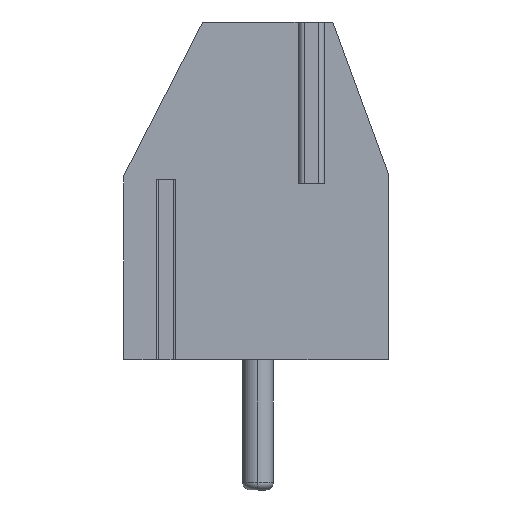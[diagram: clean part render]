
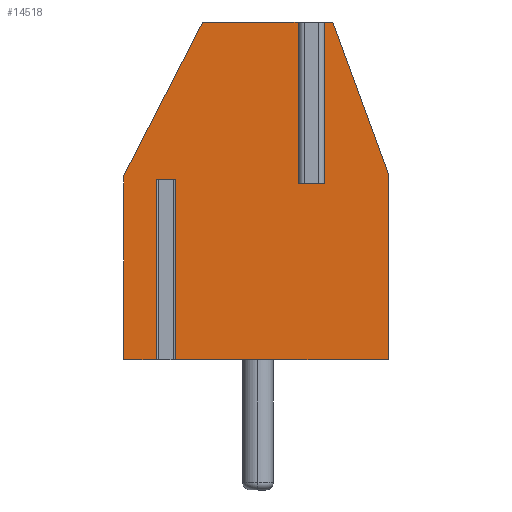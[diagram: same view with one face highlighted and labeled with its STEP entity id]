
A CAD part, left-side view. The second image highlights one B-rep face of the part: STEP entity #14518.
In plain terms, the highlighted planar face has unit normal (-1, 0, 0).
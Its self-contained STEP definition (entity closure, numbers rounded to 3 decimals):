
#28 = VECTOR ( 'NONE', #2153, 1000. ) ;
#31 = VECTOR ( 'NONE', #3941, 1000. ) ;
#294 = VERTEX_POINT ( 'NONE', #12892 ) ;
#1260 = VECTOR ( 'NONE', #3546, 1000. ) ;
#1264 = VERTEX_POINT ( 'NONE', #16047 ) ;
#1490 = VECTOR ( 'NONE', #5560, 1000. ) ;
#1492 = CARTESIAN_POINT ( 'NONE',  ( -3.5, -2.004, 8.8 ) ) ;
#1931 = CARTESIAN_POINT ( 'NONE',  ( -3.5, 3.45, 4.352 ) ) ;
#2153 = DIRECTION ( 'NONE',  ( 0., 0.456, -0.89 ) ) ;
#2191 = VECTOR ( 'NONE', #14700, 1000. ) ;
#2241 = VERTEX_POINT ( 'NONE', #14532 ) ;
#2437 = EDGE_CURVE ( 'NONE', #3053, #6337, #6348, .T. ) ;
#2511 = ORIENTED_EDGE ( 'NONE', *, *, #15252, .F. ) ;
#3053 = VERTEX_POINT ( 'NONE', #14120 ) ;
#3546 = DIRECTION ( 'NONE',  ( 0., 0., 1. ) ) ;
#3714 = VECTOR ( 'NONE', #17830, 1000. ) ;
#3852 = ORIENTED_EDGE ( 'NONE', *, *, #11717, .F. ) ;
#3880 = ORIENTED_EDGE ( 'NONE', *, *, #9076, .T. ) ;
#3941 = DIRECTION ( 'NONE',  ( 0., 0.344, 0.939 ) ) ;
#4055 = EDGE_CURVE ( 'NONE', #8133, #15425, #15230, .T. ) ;
#4247 = DIRECTION ( 'NONE',  ( 0., 1., 0. ) ) ;
#4320 = VERTEX_POINT ( 'NONE', #20080 ) ;
#4448 = ORIENTED_EDGE ( 'NONE', *, *, #13126, .F. ) ;
#4823 = CARTESIAN_POINT ( 'NONE',  ( -3.5, 2.1, 0. ) ) ;
#4919 = ORIENTED_EDGE ( 'NONE', *, *, #7494, .F. ) ;
#5234 = LINE ( 'NONE', #17734, #8342 ) ;
#5332 = DIRECTION ( 'NONE',  ( 0., 0., -1. ) ) ;
#5560 = DIRECTION ( 'NONE',  ( 0., 0., -1. ) ) ;
#5670 = CARTESIAN_POINT ( 'NONE',  ( -3.5, 2.6, 4.7 ) ) ;
#6182 = LINE ( 'NONE', #9364, #16275 ) ;
#6337 = VERTEX_POINT ( 'NONE', #9593 ) ;
#6348 = LINE ( 'NONE', #1492, #16484 ) ;
#6410 = CARTESIAN_POINT ( 'NONE',  ( -3.5, -2.004, 8.8 ) ) ;
#6510 = CARTESIAN_POINT ( 'NONE',  ( -3.5, -0.05, 4.2 ) ) ;
#7274 = LINE ( 'NONE', #10597, #8294 ) ;
#7410 = EDGE_CURVE ( 'NONE', #17360, #20231, #7274, .T. ) ;
#7439 = LINE ( 'NONE', #10752, #9747 ) ;
#7494 = EDGE_CURVE ( 'NONE', #1264, #294, #16885, .T. ) ;
#7634 = LINE ( 'NONE', #13920, #9779 ) ;
#7668 = CARTESIAN_POINT ( 'NONE',  ( -3.5, 2.1, 4.7 ) ) ;
#7680 = AXIS2_PLACEMENT_3D ( 'NONE', #6510, #9381, #17326 ) ;
#8027 = CARTESIAN_POINT ( 'NONE',  ( -3.5, 3.45, 4.352 ) ) ;
#8133 = VERTEX_POINT ( 'NONE', #19603 ) ;
#8189 = DIRECTION ( 'NONE',  ( 0., 1., 0. ) ) ;
#8294 = VECTOR ( 'NONE', #4247, 1000. ) ;
#8342 = VECTOR ( 'NONE', #5332, 1000. ) ;
#8635 = EDGE_CURVE ( 'NONE', #4320, #17360, #11673, .T. ) ;
#8777 = DIRECTION ( 'NONE',  ( 0., 0., 1. ) ) ;
#8910 = VERTEX_POINT ( 'NONE', #18866 ) ;
#9075 = DIRECTION ( 'NONE',  ( 0., 1., 0. ) ) ;
#9076 = EDGE_CURVE ( 'NONE', #16626, #20231, #12751, .T. ) ;
#9364 = CARTESIAN_POINT ( 'NONE',  ( -3.5, 3.446, 4.796 ) ) ;
#9381 = DIRECTION ( 'NONE',  ( 1., 0., 0. ) ) ;
#9561 = EDGE_CURVE ( 'NONE', #8133, #12448, #7634, .T. ) ;
#9593 = CARTESIAN_POINT ( 'NONE',  ( -3.5, 1.393, 8.8 ) ) ;
#9747 = VECTOR ( 'NONE', #8777, 1000. ) ;
#9779 = VECTOR ( 'NONE', #17117, 1000. ) ;
#9799 = ORIENTED_EDGE ( 'NONE', *, *, #7410, .F. ) ;
#9857 = CARTESIAN_POINT ( 'NONE',  ( -3.5, -3.45, 0. ) ) ;
#10244 = EDGE_CURVE ( 'NONE', #17695, #18369, #19202, .T. ) ;
#10597 = CARTESIAN_POINT ( 'NONE',  ( -3.5, 2.6, 0. ) ) ;
#10752 = CARTESIAN_POINT ( 'NONE',  ( -3.5, -1.7, 4.6 ) ) ;
#10983 = DIRECTION ( 'NONE',  ( 0., 1., 0. ) ) ;
#11544 = LINE ( 'NONE', #19705, #3714 ) ;
#11673 = LINE ( 'NONE', #5670, #1490 ) ;
#11717 = EDGE_CURVE ( 'NONE', #12448, #17695, #19249, .T. ) ;
#12111 = EDGE_CURVE ( 'NONE', #15425, #2241, #20443, .T. ) ;
#12232 = VECTOR ( 'NONE', #9075, 1000. ) ;
#12344 = ORIENTED_EDGE ( 'NONE', *, *, #17335, .T. ) ;
#12448 = VERTEX_POINT ( 'NONE', #9857 ) ;
#12751 = LINE ( 'NONE', #1931, #2191 ) ;
#12892 = CARTESIAN_POINT ( 'NONE',  ( -3.5, -1.7, 4.6 ) ) ;
#13126 = EDGE_CURVE ( 'NONE', #3053, #1264, #5234, .T. ) ;
#13175 = CARTESIAN_POINT ( 'NONE',  ( -3.5, 1.393, 8.8 ) ) ;
#13239 = ORIENTED_EDGE ( 'NONE', *, *, #2437, .T. ) ;
#13337 = ORIENTED_EDGE ( 'NONE', *, *, #8635, .F. ) ;
#13488 = DIRECTION ( 'NONE',  ( 0., -1., 0. ) ) ;
#13699 = CARTESIAN_POINT ( 'NONE',  ( -3.5, -3.45, 4.853 ) ) ;
#13895 = EDGE_LOOP ( 'NONE', ( #15019, #15530, #4919, #4448, #13239, #14566, #12344, #3880, #9799, #13337, #2511, #15329, #3852, #18647, #17962 ) ) ;
#13920 = CARTESIAN_POINT ( 'NONE',  ( -3.5, -3.45, 4.6 ) ) ;
#14120 = CARTESIAN_POINT ( 'NONE',  ( -3.5, -1.2, 8.8 ) ) ;
#14222 = VECTOR ( 'NONE', #13488, 1000. ) ;
#14509 = LINE ( 'NONE', #13175, #28 ) ;
#14518 = ADVANCED_FACE ( 'NONE', ( #19937 ), #18365, .F. ) ;
#14532 = CARTESIAN_POINT ( 'NONE',  ( -3.5, -1.7, 8.8 ) ) ;
#14566 = ORIENTED_EDGE ( 'NONE', *, *, #20194, .T. ) ;
#14639 = CARTESIAN_POINT ( 'NONE',  ( -3.5, 2.6, 0. ) ) ;
#14700 = DIRECTION ( 'NONE',  ( 0., 0., -1. ) ) ;
#14792 = CARTESIAN_POINT ( 'NONE',  ( -3.5, -3.45, 0. ) ) ;
#14805 = CARTESIAN_POINT ( 'NONE',  ( -3.5, 3.45, 0. ) ) ;
#15019 = ORIENTED_EDGE ( 'NONE', *, *, #12111, .T. ) ;
#15128 = CARTESIAN_POINT ( 'NONE',  ( -3.5, -1.2, 4.6 ) ) ;
#15230 = LINE ( 'NONE', #13699, #31 ) ;
#15252 = EDGE_CURVE ( 'NONE', #18369, #4320, #11544, .T. ) ;
#15329 = ORIENTED_EDGE ( 'NONE', *, *, #10244, .F. ) ;
#15425 = VERTEX_POINT ( 'NONE', #6410 ) ;
#15530 = ORIENTED_EDGE ( 'NONE', *, *, #19576, .F. ) ;
#15663 = DIRECTION ( 'NONE',  ( 0., 0.008, -1. ) ) ;
#16047 = CARTESIAN_POINT ( 'NONE',  ( -3.5, -1.2, 4.6 ) ) ;
#16275 = VECTOR ( 'NONE', #15663, 1000. ) ;
#16455 = CARTESIAN_POINT ( 'NONE',  ( -3.5, 2.1, 0. ) ) ;
#16484 = VECTOR ( 'NONE', #10983, 1000. ) ;
#16626 = VERTEX_POINT ( 'NONE', #8027 ) ;
#16823 = VECTOR ( 'NONE', #8189, 1000. ) ;
#16885 = LINE ( 'NONE', #15128, #14222 ) ;
#16926 = CARTESIAN_POINT ( 'NONE',  ( -3.5, -2.004, 8.8 ) ) ;
#17117 = DIRECTION ( 'NONE',  ( 0., 0., -1. ) ) ;
#17326 = DIRECTION ( 'NONE',  ( 0., 0., 1. ) ) ;
#17335 = EDGE_CURVE ( 'NONE', #8910, #16626, #6182, .T. ) ;
#17360 = VERTEX_POINT ( 'NONE', #14639 ) ;
#17695 = VERTEX_POINT ( 'NONE', #16455 ) ;
#17734 = CARTESIAN_POINT ( 'NONE',  ( -3.5, -1.2, 8.4 ) ) ;
#17830 = DIRECTION ( 'NONE',  ( 0., 1., 0. ) ) ;
#17962 = ORIENTED_EDGE ( 'NONE', *, *, #4055, .T. ) ;
#18365 = PLANE ( 'NONE',  #7680 ) ;
#18369 = VERTEX_POINT ( 'NONE', #7668 ) ;
#18647 = ORIENTED_EDGE ( 'NONE', *, *, #9561, .F. ) ;
#18866 = CARTESIAN_POINT ( 'NONE',  ( -3.5, 3.446, 4.796 ) ) ;
#19202 = LINE ( 'NONE', #4823, #1260 ) ;
#19249 = LINE ( 'NONE', #14792, #16823 ) ;
#19576 = EDGE_CURVE ( 'NONE', #294, #2241, #7439, .T. ) ;
#19603 = CARTESIAN_POINT ( 'NONE',  ( -3.5, -3.45, 4.853 ) ) ;
#19705 = CARTESIAN_POINT ( 'NONE',  ( -3.5, 2.1, 4.7 ) ) ;
#19937 = FACE_OUTER_BOUND ( 'NONE', #13895, .T. ) ;
#20080 = CARTESIAN_POINT ( 'NONE',  ( -3.5, 2.6, 4.7 ) ) ;
#20194 = EDGE_CURVE ( 'NONE', #6337, #8910, #14509, .T. ) ;
#20231 = VERTEX_POINT ( 'NONE', #14805 ) ;
#20443 = LINE ( 'NONE', #16926, #12232 ) ;
